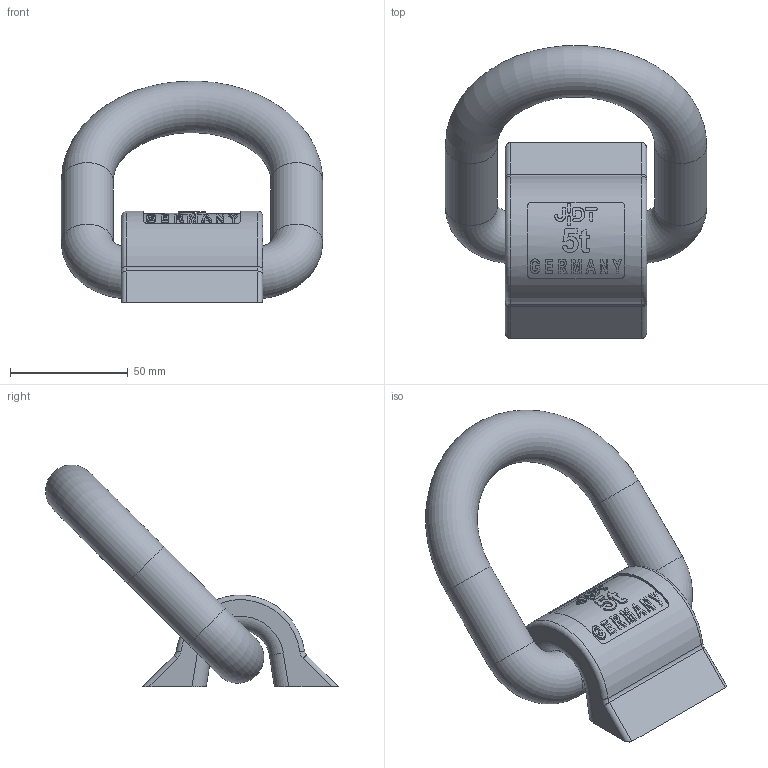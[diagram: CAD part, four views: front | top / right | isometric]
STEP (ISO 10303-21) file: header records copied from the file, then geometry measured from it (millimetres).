
FILE_DESCRIPTION(/* description */ (''),/* implementation_level */ '2;1');
FILE_NAME(/* name */ 'TAPS 5 45°.stp',/* time_stamp */ '2022-05-25T12:20:07+02:00',/* author */ (''),/* organization */ (''),/* preprocessor_version */ 'ST-DEVELOPER v16',/* originating_system */ 'SIEMENS PLM Software NX 11.0',/* authorisation */ '');
FILE_SCHEMA (('AUTOMOTIVE_DESIGN { 1 0 10303 214 3 1 1 1 }'));
Length unit declared in the file: millimetre
Products named in the file (1): CAD0056519_001_TAPS 5
Bounding box: 111 x 124.34 x 94.2 mm (x, y, z)
Volume: 208413.7 mm3; surface area: 39542.7 mm2
Topology: 2 solids, 2 shells, 210 faces, 552 edges, 362 vertices
Faces by surface type: plane 115, cylinder 54, extrusion 30, torus 11
Full cylindrical faces by diameter (mm): 22 x3
Entity records: 8245 total; most frequent: CARTESIAN_POINT 3080, ORIENTED_EDGE 1092, DIRECTION 1008, EDGE_CURVE 546, VERTEX_POINT 362, AXIS2_PLACEMENT_3D 353, VECTOR 302, LINE 272
